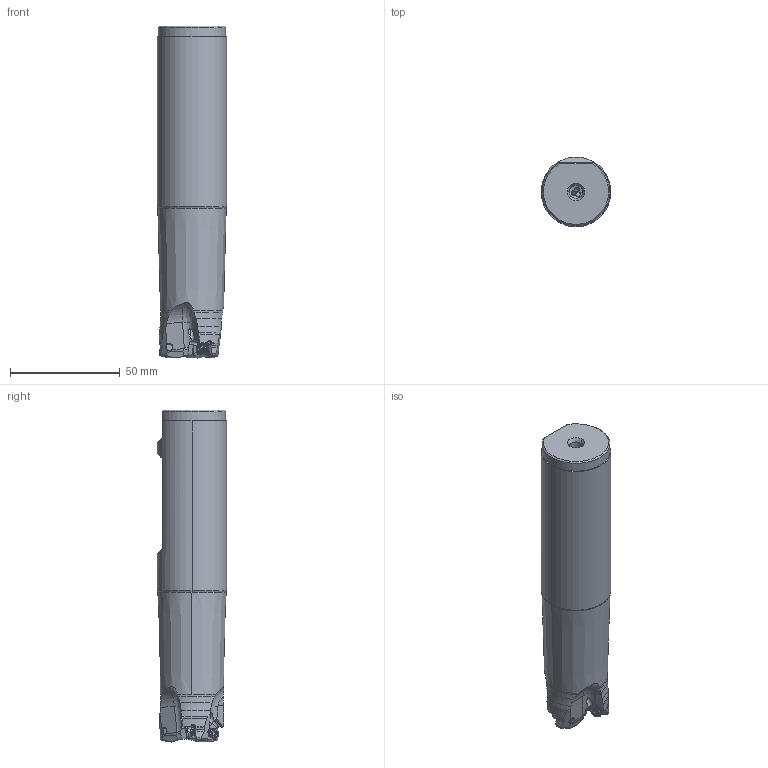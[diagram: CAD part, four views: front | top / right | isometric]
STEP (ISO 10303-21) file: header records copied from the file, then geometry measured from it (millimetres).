
FILE_DESCRIPTION(/* description */ (''),/* implementation_level */ '2;1');
FILE_NAME(/* name */ 'WJX09UR2003FA20S.stp',/* time_stamp */ '2025-07-03T15:45:21+09:00',/* author */ (''),/* organization */ (''),/* preprocessor_version */ 'ST-DEVELOPER v18.101',/* originating_system */ 'SIEMENS PLM Software NX 2011',/* authorisation */ '');
FILE_SCHEMA (('AUTOMOTIVE_DESIGN { 1 0 10303 214 3 1 1 1 }'));
Length unit declared in the file: millimetre
Products named in the file (1): WJX09UR2003FA20S_ASM
Bounding box: 31.75 x 31.75 x 151.6 mm (x, y, z)
Volume: 102352.7 mm3; surface area: 19143.4 mm2
Topology: 4 solids, 4 shells, 400 faces, 1240 edges, 838 vertices
Faces by surface type: cylinder 160, plane 108, cone 46, torus 41, sphere 24, bspline 21
Entity records: 16704 total; most frequent: CARTESIAN_POINT 6134, ORIENTED_EDGE 2446, DIRECTION 1942, EDGE_CURVE 1223, VERTEX_POINT 832, AXIS2_PLACEMENT_3D 814, B_SPLINE_CURVE_WITH_KNOTS 494, CIRCLE 415
